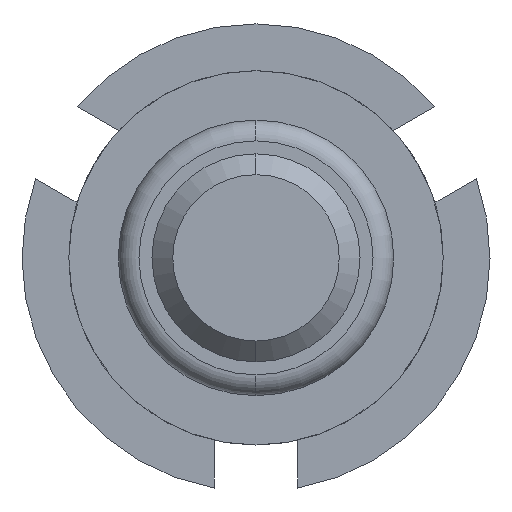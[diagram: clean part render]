
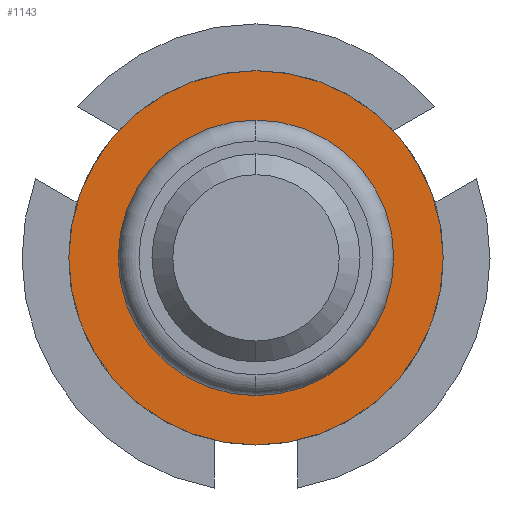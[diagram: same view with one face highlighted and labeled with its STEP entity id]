
A CAD part, front view. The second image highlights one B-rep face of the part: STEP entity #1143.
In plain terms, the highlighted planar face has unit normal (0, -1, 0).
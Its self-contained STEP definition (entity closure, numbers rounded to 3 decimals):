
#59 = AXIS2_PLACEMENT_3D ( 'NONE', #4459, #1367, #1740 ) ;
#64 = DIRECTION ( 'NONE',  ( 0., 1., 0. ) ) ;
#92 = DIRECTION ( 'NONE',  ( 0., 0., 1. ) ) ;
#112 = CIRCLE ( 'NONE', #3934, 1.325 ) ;
#114 = CARTESIAN_POINT ( 'NONE',  ( 0., -1.8, 0. ) ) ;
#166 = DIRECTION ( 'NONE',  ( 0., 1., 0. ) ) ;
#283 = ORIENTED_EDGE ( 'NONE', *, *, #4249, .F. ) ;
#367 = VERTEX_POINT ( 'NONE', #1760 ) ;
#422 = DIRECTION ( 'NONE',  ( 0., 0., 1. ) ) ;
#548 = FACE_OUTER_BOUND ( 'NONE', #3347, .T. ) ;
#555 = EDGE_LOOP ( 'NONE', ( #1887, #1910 ) ) ;
#620 = AXIS2_PLACEMENT_3D ( 'NONE', #1939, #166, #1546 ) ;
#1039 = VERTEX_POINT ( 'NONE', #1225 ) ;
#1143 = ADVANCED_FACE ( 'Defeature ausgef�hrt3_13', ( #548, #3251 ), #3651, .F. ) ;
#1225 = CARTESIAN_POINT ( 'NONE',  ( 0., -1.8, 1.8 ) ) ;
#1367 = DIRECTION ( 'NONE',  ( 0., 1., 0. ) ) ;
#1429 = CIRCLE ( 'NONE', #59, 1.8 ) ;
#1546 = DIRECTION ( 'NONE',  ( 0., 0., 1. ) ) ;
#1703 = AXIS2_PLACEMENT_3D ( 'NONE', #114, #4220, #2539 ) ;
#1713 = EDGE_CURVE ( 'Defeature ausgef�hrt3_13+Defeature ausgef�hrt3_14+Defeature ausgef�hrt3_14+Defeature ausgef�hrt3_14', #367, #2941, #112, .T. ) ;
#1740 = DIRECTION ( 'NONE',  ( 0., 0., 1. ) ) ;
#1759 = EDGE_CURVE ( 'Defeature ausgef�hrt3_12+Defeature ausgef�hrt3_13+Defeature ausgef�hrt3_13+Defeature ausgef�hrt3_13', #3582, #1039, #4289, .T. ) ;
#1760 = CARTESIAN_POINT ( 'NONE',  ( 0., -1.8, -1.325 ) ) ;
#1887 = ORIENTED_EDGE ( 'NONE', *, *, #2567, .T. ) ;
#1910 = ORIENTED_EDGE ( 'NONE', *, *, #1713, .T. ) ;
#1939 = CARTESIAN_POINT ( 'NONE',  ( 1.8, -1.8, 0. ) ) ;
#2037 = ORIENTED_EDGE ( 'NONE', *, *, #1759, .F. ) ;
#2503 = CARTESIAN_POINT ( 'NONE',  ( 0., -1.8, 0. ) ) ;
#2539 = DIRECTION ( 'NONE',  ( 0., 0., 1. ) ) ;
#2567 = EDGE_CURVE ( 'Defeature ausgef�hrt3_13+Defeature ausgef�hrt3_14+Defeature ausgef�hrt3_14+Defeature ausgef�hrt3_14', #2941, #367, #4293, .T. ) ;
#2875 = CARTESIAN_POINT ( 'NONE',  ( 0., -1.8, 0. ) ) ;
#2941 = VERTEX_POINT ( 'NONE', #4177 ) ;
#2971 = CARTESIAN_POINT ( 'NONE',  ( 0., -1.8, -1.8 ) ) ;
#3251 = FACE_BOUND ( 'NONE', #555, .T. ) ;
#3347 = EDGE_LOOP ( 'NONE', ( #283, #2037 ) ) ;
#3491 = DIRECTION ( 'NONE',  ( 0., 1., 0. ) ) ;
#3582 = VERTEX_POINT ( 'NONE', #2971 ) ;
#3651 = PLANE ( 'NONE',  #620 ) ;
#3934 = AXIS2_PLACEMENT_3D ( 'NONE', #2875, #3491, #92 ) ;
#4177 = CARTESIAN_POINT ( 'NONE',  ( 0., -1.8, 1.325 ) ) ;
#4220 = DIRECTION ( 'NONE',  ( 0., 1., 0. ) ) ;
#4249 = EDGE_CURVE ( 'Defeature ausgef�hrt3_12+Defeature ausgef�hrt3_13+Defeature ausgef�hrt3_13+Defeature ausgef�hrt3_13', #1039, #3582, #1429, .T. ) ;
#4289 = CIRCLE ( 'NONE', #1703, 1.8 ) ;
#4293 = CIRCLE ( 'NONE', #4359, 1.325 ) ;
#4359 = AXIS2_PLACEMENT_3D ( 'NONE', #2503, #64, #422 ) ;
#4459 = CARTESIAN_POINT ( 'NONE',  ( 0., -1.8, 0. ) ) ;
